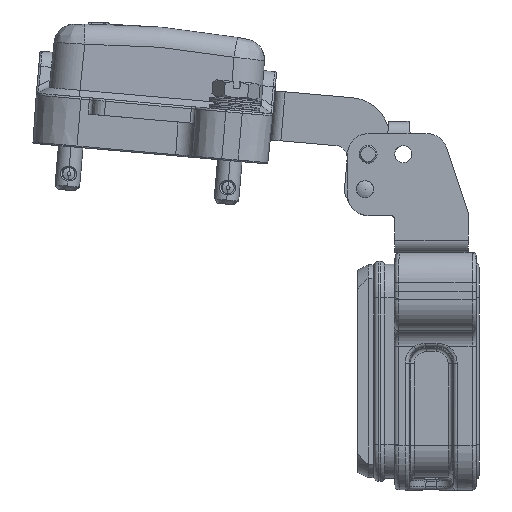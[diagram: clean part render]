
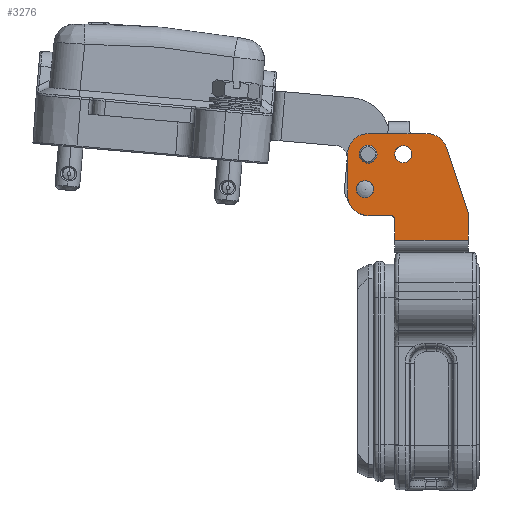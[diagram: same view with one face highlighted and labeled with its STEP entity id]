
A CAD part, left-side view. The second image highlights one B-rep face of the part: STEP entity #3276.
In plain terms, the highlighted planar face has unit normal (-1, 0, 0).
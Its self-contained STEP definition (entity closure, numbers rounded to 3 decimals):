
#1299=CIRCLE('',#28364,2.2);
#1677=CIRCLE('',#29288,1.);
#1679=CIRCLE('',#29291,5.);
#1680=CIRCLE('',#29292,5.);
#1681=CIRCLE('',#29293,1.);
#1682=CIRCLE('',#29294,5.);
#1683=CIRCLE('',#29295,2.1);
#1684=CIRCLE('',#29296,2.1);
#1685=CIRCLE('',#29297,2.1);
#1686=CIRCLE('',#29298,2.1);
#1687=CIRCLE('',#29299,2.2);
#1911=FACE_BOUND('',#7145,.T.);
#1912=FACE_BOUND('',#7146,.T.);
#1913=FACE_BOUND('',#7147,.T.);
#1914=FACE_BOUND('',#7148,.T.);
#3276=ADVANCED_FACE('NONE',(#1911,#1912,#1913,#1914),#4232,.T.);
#4232=PLANE('',#29300);
#7145=EDGE_LOOP('',(#17514,#17515,#17516,#17517,#17518,#17519,#17520,#17521,
#17522,#17523,#17524,#17525,#17526,#17527));
#7146=EDGE_LOOP('',(#17528,#17529));
#7147=EDGE_LOOP('',(#17530,#17531));
#7148=EDGE_LOOP('',(#17532,#17533));
#9104=LINE('',#54991,#10942);
#9115=LINE('',#55022,#10953);
#9137=LINE('',#55207,#10975);
#9138=LINE('',#55210,#10976);
#9139=LINE('',#55212,#10977);
#9140=LINE('',#55216,#10978);
#9141=LINE('',#55220,#10979);
#9142=LINE('',#55221,#10980);
#9143=LINE('',#55224,#10981);
#10942=VECTOR('',#34866,1.);
#10953=VECTOR('',#34891,1.);
#10975=VECTOR('',#34965,1.);
#10976=VECTOR('',#34966,1.);
#10977=VECTOR('',#34967,1.);
#10978=VECTOR('',#34970,1.);
#10979=VECTOR('',#34973,1.);
#10980=VECTOR('',#34974,1.);
#10981=VECTOR('',#34977,1.);
#17514=ORIENTED_EDGE('',*,*,#25535,.T.);
#17515=ORIENTED_EDGE('',*,*,#25536,.T.);
#17516=ORIENTED_EDGE('',*,*,#25537,.T.);
#17517=ORIENTED_EDGE('',*,*,#25538,.T.);
#17518=ORIENTED_EDGE('',*,*,#25539,.T.);
#17519=ORIENTED_EDGE('',*,*,#25540,.T.);
#17520=ORIENTED_EDGE('',*,*,#25541,.T.);
#17521=ORIENTED_EDGE('',*,*,#25532,.T.);
#17522=ORIENTED_EDGE('',*,*,#25479,.F.);
#17523=ORIENTED_EDGE('',*,*,#25542,.T.);
#17524=ORIENTED_EDGE('',*,*,#25495,.F.);
#17525=ORIENTED_EDGE('',*,*,#25543,.T.);
#17526=ORIENTED_EDGE('',*,*,#25544,.T.);
#17527=ORIENTED_EDGE('',*,*,#25545,.T.);
#17528=ORIENTED_EDGE('',*,*,#25546,.T.);
#17529=ORIENTED_EDGE('',*,*,#25547,.T.);
#17530=ORIENTED_EDGE('',*,*,#25548,.T.);
#17531=ORIENTED_EDGE('',*,*,#25549,.T.);
#17532=ORIENTED_EDGE('',*,*,#23780,.F.);
#17533=ORIENTED_EDGE('',*,*,#25550,.F.);
#20529=VERTEX_POINT('',#43729);
#20531=VERTEX_POINT('',#43733);
#21648=VERTEX_POINT('',#54992);
#21649=VERTEX_POINT('',#54993);
#21660=VERTEX_POINT('',#55021);
#21661=VERTEX_POINT('',#55023);
#21683=VERTEX_POINT('',#55202);
#21685=VERTEX_POINT('',#55208);
#21686=VERTEX_POINT('',#55209);
#21687=VERTEX_POINT('',#55211);
#21688=VERTEX_POINT('',#55213);
#21689=VERTEX_POINT('',#55215);
#21690=VERTEX_POINT('',#55217);
#21691=VERTEX_POINT('',#55219);
#21692=VERTEX_POINT('',#55223);
#21693=VERTEX_POINT('',#55225);
#21694=VERTEX_POINT('',#55228);
#21695=VERTEX_POINT('',#55229);
#21696=VERTEX_POINT('',#55232);
#21697=VERTEX_POINT('',#55233);
#23780=EDGE_CURVE('NONE',#20531,#20529,#1299,.T.);
#25479=EDGE_CURVE('NONE',#21648,#21649,#9104,.T.);
#25495=EDGE_CURVE('NONE',#21660,#21661,#9115,.T.);
#25532=EDGE_CURVE('NONE',#21683,#21649,#1677,.T.);
#25535=EDGE_CURVE('NONE',#21685,#21686,#9137,.T.);
#25536=EDGE_CURVE('NONE',#21686,#21687,#9138,.T.);
#25537=EDGE_CURVE('NONE',#21687,#21688,#9139,.T.);
#25538=EDGE_CURVE('NONE',#21688,#21689,#1679,.T.);
#25539=EDGE_CURVE('NONE',#21689,#21690,#9140,.T.);
#25540=EDGE_CURVE('NONE',#21690,#21691,#1680,.T.);
#25541=EDGE_CURVE('NONE',#21691,#21683,#9141,.T.);
#25542=EDGE_CURVE('NONE',#21648,#21661,#9142,.T.);
#25543=EDGE_CURVE('NONE',#21660,#21692,#1681,.T.);
#25544=EDGE_CURVE('NONE',#21692,#21693,#9143,.T.);
#25545=EDGE_CURVE('NONE',#21693,#21685,#1682,.T.);
#25546=EDGE_CURVE('NONE',#21694,#21695,#1683,.T.);
#25547=EDGE_CURVE('NONE',#21695,#21694,#1684,.T.);
#25548=EDGE_CURVE('NONE',#21696,#21697,#1685,.T.);
#25549=EDGE_CURVE('NONE',#21697,#21696,#1686,.T.);
#25550=EDGE_CURVE('NONE',#20529,#20531,#1687,.T.);
#28364=AXIS2_PLACEMENT_3D('',#43734,#32392,#32393);
#29288=AXIS2_PLACEMENT_3D('',#55201,#34958,#34959);
#29291=AXIS2_PLACEMENT_3D('',#55214,#34968,#34969);
#29292=AXIS2_PLACEMENT_3D('',#55218,#34971,#34972);
#29293=AXIS2_PLACEMENT_3D('',#55222,#34975,#34976);
#29294=AXIS2_PLACEMENT_3D('',#55226,#34978,#34979);
#29295=AXIS2_PLACEMENT_3D('',#55227,#34980,#34981);
#29296=AXIS2_PLACEMENT_3D('',#55230,#34982,#34983);
#29297=AXIS2_PLACEMENT_3D('',#55231,#34984,#34985);
#29298=AXIS2_PLACEMENT_3D('',#55234,#34986,#34987);
#29299=AXIS2_PLACEMENT_3D('',#55235,#34988,#34989);
#29300=AXIS2_PLACEMENT_3D('',#55236,#34990,#34991);
#32392=DIRECTION('',(-1.,0.,0.));
#32393=DIRECTION('',(0.,0.,1.));
#34866=DIRECTION('',(0.,0.,1.));
#34891=DIRECTION('',(0.,0.,-1.));
#34958=DIRECTION('',(1.,0.,0.));
#34959=DIRECTION('',(0.,0.,-1.));
#34965=DIRECTION('',(0.,1.,0.));
#34966=DIRECTION('',(0.,1.,0.));
#34967=DIRECTION('',(0.,1.,0.));
#34968=DIRECTION('',(-1.,0.,0.));
#34969=DIRECTION('',(0.,0.,1.));
#34970=DIRECTION('',(0.,0.,-1.));
#34971=DIRECTION('',(-1.,0.,0.));
#34972=DIRECTION('',(0.,0.,1.));
#34973=DIRECTION('',(0.,-1.,0.));
#34974=DIRECTION('',(0.,-1.,0.));
#34975=DIRECTION('',(-1.,0.,0.));
#34976=DIRECTION('',(0.,0.,1.));
#34977=DIRECTION('',(0.,0.316,0.949));
#34978=DIRECTION('',(-1.,0.,0.));
#34979=DIRECTION('',(0.,0.,1.));
#34980=DIRECTION('',(1.,0.,0.));
#34981=DIRECTION('',(0.,0.,-1.));
#34982=DIRECTION('',(1.,0.,0.));
#34983=DIRECTION('',(0.,0.,-1.));
#34984=DIRECTION('',(1.,0.,0.));
#34985=DIRECTION('',(0.,0.,-1.));
#34986=DIRECTION('',(1.,0.,0.));
#34987=DIRECTION('',(0.,0.,-1.));
#34988=DIRECTION('',(-1.,0.,0.));
#34989=DIRECTION('',(0.,0.,1.));
#34990=DIRECTION('',(-1.,0.,0.));
#34991=DIRECTION('',(0.,0.,1.));
#43729=CARTESIAN_POINT('',(-17.,116.4,55.2));
#43733=CARTESIAN_POINT('',(-17.,116.4,50.8));
#43734=CARTESIAN_POINT('',(-17.,116.4,53.));
#54991=CARTESIAN_POINT('',(-17.,109.9,29.));
#54992=CARTESIAN_POINT('',(-17.,109.9,32.));
#54993=CARTESIAN_POINT('',(-17.,109.9,37.));
#55021=CARTESIAN_POINT('',(-17.,91.9,38.338));
#55022=CARTESIAN_POINT('',(-17.,91.9,29.));
#55023=CARTESIAN_POINT('',(-17.,91.9,32.));
#55201=CARTESIAN_POINT('',(-17.,110.9,37.));
#55202=CARTESIAN_POINT('',(-17.,110.9,38.));
#55207=CARTESIAN_POINT('',(-17.,110.4,58.));
#55208=CARTESIAN_POINT('',(-17.,102.004,58.));
#55209=CARTESIAN_POINT('',(-17.,105.4,58.));
#55210=CARTESIAN_POINT('',(-17.,110.4,58.));
#55211=CARTESIAN_POINT('',(-17.,112.4,58.));
#55212=CARTESIAN_POINT('',(-17.,110.4,58.));
#55213=CARTESIAN_POINT('',(-17.,116.4,58.));
#55214=CARTESIAN_POINT('',(-17.,116.4,53.));
#55215=CARTESIAN_POINT('',(-17.,121.4,53.));
#55216=CARTESIAN_POINT('',(-17.,121.4,29.));
#55217=CARTESIAN_POINT('',(-17.,121.4,43.));
#55218=CARTESIAN_POINT('',(-17.,116.4,43.));
#55219=CARTESIAN_POINT('',(-17.,116.4,38.));
#55220=CARTESIAN_POINT('',(-17.,110.4,38.));
#55221=CARTESIAN_POINT('',(-17.,110.4,32.));
#55222=CARTESIAN_POINT('',(-17.,92.9,38.338));
#55223=CARTESIAN_POINT('',(-17.,91.951,38.654));
#55224=CARTESIAN_POINT('',(-17.,91.951,38.654));
#55225=CARTESIAN_POINT('',(-17.,97.26,54.581));
#55226=CARTESIAN_POINT('',(-17.,102.004,53.));
#55227=CARTESIAN_POINT('',(-17.,107.8,53.));
#55228=CARTESIAN_POINT('',(-17.,107.8,50.9));
#55229=CARTESIAN_POINT('',(-17.,107.8,55.1));
#55230=CARTESIAN_POINT('',(-17.,107.8,53.));
#55231=CARTESIAN_POINT('',(-17.,117.15,44.433));
#55232=CARTESIAN_POINT('',(-17.,117.15,42.333));
#55233=CARTESIAN_POINT('',(-17.,117.15,46.533));
#55234=CARTESIAN_POINT('',(-17.,117.15,44.433));
#55235=CARTESIAN_POINT('',(-17.,116.4,53.));
#55236=CARTESIAN_POINT('',(-17.,110.4,29.));
